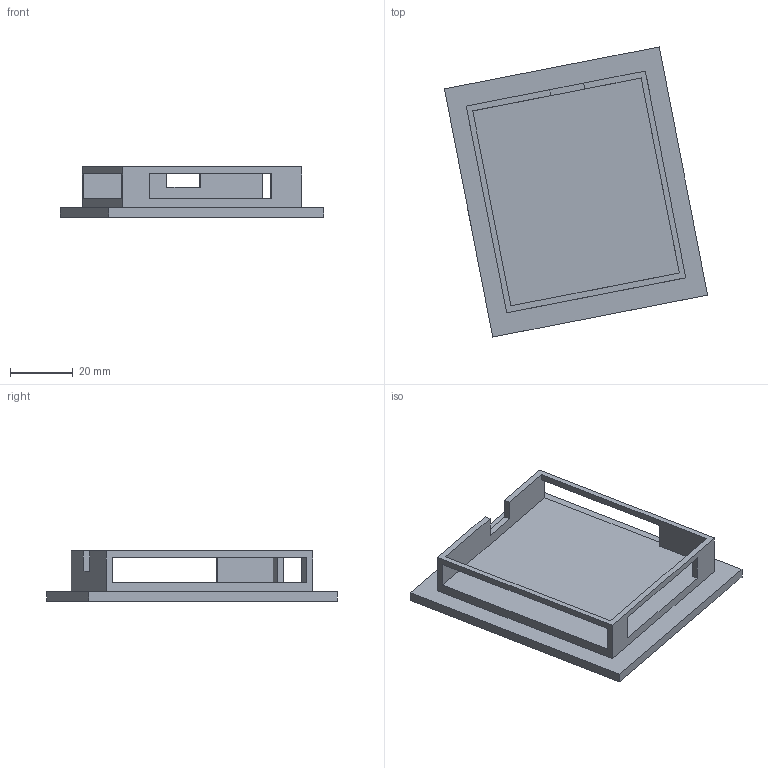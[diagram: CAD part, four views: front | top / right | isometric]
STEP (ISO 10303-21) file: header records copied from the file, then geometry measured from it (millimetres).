
FILE_DESCRIPTION(/* description */ (''),/* implementation_level */ '2;1');
FILE_NAME(/* name */ 'Syno.stp',/* time_stamp */ '2020-03-15T11:04:07+08:00',/* author */ ('Pulag'),/* organization */ (''),/* preprocessor_version */ 'ST-DEVELOPER v17',/* originating_system */ 'Autodesk Inventor 2019',/* authorisation */ '');
FILE_SCHEMA (('AUTOMOTIVE_DESIGN { 1 0 10303 214 3 1 1 }'));
Length unit declared in the file: millimetre
Products named in the file (1): Syno
Bounding box: 83.73 x 92.26 x 16 mm (x, y, z)
Volume: 30596.4 mm3; surface area: 15815.9 mm2
Topology: 1 solids, 1 shells, 25 faces, 75 edges, 50 vertices
Faces by surface type: plane 25
Entity records: 880 total; most frequent: CARTESIAN_POINT 151, ORIENTED_EDGE 150, DIRECTION 127, LINE 75, VECTOR 75, EDGE_CURVE 75, VERTEX_POINT 50, EDGE_LOOP 29
